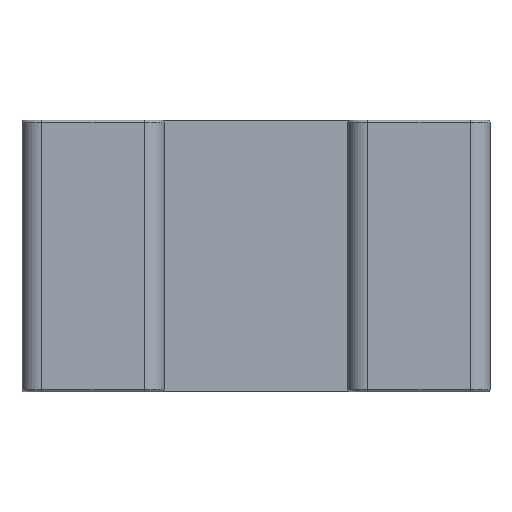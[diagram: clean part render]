
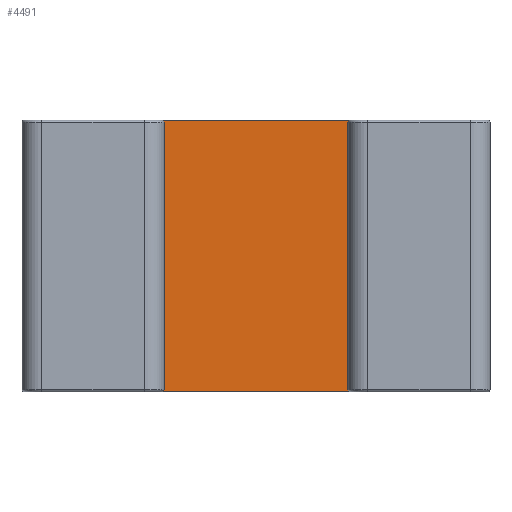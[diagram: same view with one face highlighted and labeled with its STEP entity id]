
A CAD part, front view. The second image highlights one B-rep face of the part: STEP entity #4491.
In plain terms, the highlighted planar face has unit normal (0, -1, 0).
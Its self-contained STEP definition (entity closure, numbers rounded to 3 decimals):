
#4275 = EDGE_CURVE('',#4276,#4278,#4280,.T.);
#4276 = VERTEX_POINT('',#4277);
#4277 = CARTESIAN_POINT('',(0.,0.,0.));
#4278 = VERTEX_POINT('',#4279);
#4279 = CARTESIAN_POINT('',(0.,0.,50.));
#4280 = SURFACE_CURVE('',#4281,(#4285,#4297),.PCURVE_S1.);
#4281 = LINE('',#4282,#4283);
#4282 = CARTESIAN_POINT('',(0.,0.,0.));
#4283 = VECTOR('',#4284,1.);
#4284 = DIRECTION('',(0.,0.,1.));
#4285 = PCURVE('',#4286,#4291);
#4286 = PLANE('',#4287);
#4287 = AXIS2_PLACEMENT_3D('',#4288,#4289,#4290);
#4288 = CARTESIAN_POINT('',(0.,0.,0.));
#4289 = DIRECTION('',(1.,0.,-0.));
#4290 = DIRECTION('',(0.,0.,1.));
#4291 = DEFINITIONAL_REPRESENTATION('',(#4292),#4296);
#4292 = LINE('',#4293,#4294);
#4293 = CARTESIAN_POINT('',(0.,0.));
#4294 = VECTOR('',#4295,1.);
#4295 = DIRECTION('',(1.,0.));
#4296 = ( GEOMETRIC_REPRESENTATION_CONTEXT(2) 
PARAMETRIC_REPRESENTATION_CONTEXT() REPRESENTATION_CONTEXT('2D SPACE',''
  ) );
#4297 = PCURVE('',#4298,#4303);
#4298 = PLANE('',#4299);
#4299 = AXIS2_PLACEMENT_3D('',#4300,#4301,#4302);
#4300 = CARTESIAN_POINT('',(0.,0.,0.));
#4301 = DIRECTION('',(-0.,1.,0.));
#4302 = DIRECTION('',(0.,0.,1.));
#4303 = DEFINITIONAL_REPRESENTATION('',(#4304),#4308);
#4304 = LINE('',#4305,#4306);
#4305 = CARTESIAN_POINT('',(0.,0.));
#4306 = VECTOR('',#4307,1.);
#4307 = DIRECTION('',(1.,0.));
#4308 = ( GEOMETRIC_REPRESENTATION_CONTEXT(2) 
PARAMETRIC_REPRESENTATION_CONTEXT() REPRESENTATION_CONTEXT('2D SPACE',''
  ) );
#4326 = PLANE('',#4327);
#4327 = AXIS2_PLACEMENT_3D('',#4328,#4329,#4330);
#4328 = CARTESIAN_POINT('',(0.,0.,0.));
#4329 = DIRECTION('',(0.,0.,1.));
#4330 = DIRECTION('',(1.,0.,-0.));
#4380 = PLANE('',#4381);
#4381 = AXIS2_PLACEMENT_3D('',#4382,#4383,#4384);
#4382 = CARTESIAN_POINT('',(0.,0.,50.));
#4383 = DIRECTION('',(0.,0.,1.));
#4384 = DIRECTION('',(1.,0.,-0.));
#4395 = EDGE_CURVE('',#4396,#4398,#4400,.T.);
#4396 = VERTEX_POINT('',#4397);
#4397 = CARTESIAN_POINT('',(40.,0.,0.));
#4398 = VERTEX_POINT('',#4399);
#4399 = CARTESIAN_POINT('',(40.,0.,50.));
#4400 = SURFACE_CURVE('',#4401,(#4405,#4417),.PCURVE_S1.);
#4401 = LINE('',#4402,#4403);
#4402 = CARTESIAN_POINT('',(40.,0.,0.));
#4403 = VECTOR('',#4404,1.);
#4404 = DIRECTION('',(0.,0.,1.));
#4405 = PCURVE('',#4406,#4411);
#4406 = PLANE('',#4407);
#4407 = AXIS2_PLACEMENT_3D('',#4408,#4409,#4410);
#4408 = CARTESIAN_POINT('',(40.,0.,0.));
#4409 = DIRECTION('',(1.,0.,-0.));
#4410 = DIRECTION('',(0.,0.,1.));
#4411 = DEFINITIONAL_REPRESENTATION('',(#4412),#4416);
#4412 = LINE('',#4413,#4414);
#4413 = CARTESIAN_POINT('',(0.,0.));
#4414 = VECTOR('',#4415,1.);
#4415 = DIRECTION('',(1.,0.));
#4416 = ( GEOMETRIC_REPRESENTATION_CONTEXT(2) 
PARAMETRIC_REPRESENTATION_CONTEXT() REPRESENTATION_CONTEXT('2D SPACE',''
  ) );
#4417 = PCURVE('',#4298,#4418);
#4418 = DEFINITIONAL_REPRESENTATION('',(#4419),#4423);
#4419 = LINE('',#4420,#4421);
#4420 = CARTESIAN_POINT('',(0.,40.));
#4421 = VECTOR('',#4422,1.);
#4422 = DIRECTION('',(1.,0.));
#4423 = ( GEOMETRIC_REPRESENTATION_CONTEXT(2) 
PARAMETRIC_REPRESENTATION_CONTEXT() REPRESENTATION_CONTEXT('2D SPACE',''
  ) );
#4491 = ADVANCED_FACE('',(#4492),#4298,.F.);
#4492 = FACE_BOUND('',#4493,.F.);
#4493 = EDGE_LOOP('',(#4494,#4515,#4516,#4537));
#4494 = ORIENTED_EDGE('',*,*,#4495,.F.);
#4495 = EDGE_CURVE('',#4276,#4396,#4496,.T.);
#4496 = SURFACE_CURVE('',#4497,(#4501,#4508),.PCURVE_S1.);
#4497 = LINE('',#4498,#4499);
#4498 = CARTESIAN_POINT('',(0.,0.,0.));
#4499 = VECTOR('',#4500,1.);
#4500 = DIRECTION('',(1.,0.,-0.));
#4501 = PCURVE('',#4298,#4502);
#4502 = DEFINITIONAL_REPRESENTATION('',(#4503),#4507);
#4503 = LINE('',#4504,#4505);
#4504 = CARTESIAN_POINT('',(0.,0.));
#4505 = VECTOR('',#4506,1.);
#4506 = DIRECTION('',(0.,1.));
#4507 = ( GEOMETRIC_REPRESENTATION_CONTEXT(2) 
PARAMETRIC_REPRESENTATION_CONTEXT() REPRESENTATION_CONTEXT('2D SPACE',''
  ) );
#4508 = PCURVE('',#4326,#4509);
#4509 = DEFINITIONAL_REPRESENTATION('',(#4510),#4514);
#4510 = LINE('',#4511,#4512);
#4511 = CARTESIAN_POINT('',(0.,0.));
#4512 = VECTOR('',#4513,1.);
#4513 = DIRECTION('',(1.,0.));
#4514 = ( GEOMETRIC_REPRESENTATION_CONTEXT(2) 
PARAMETRIC_REPRESENTATION_CONTEXT() REPRESENTATION_CONTEXT('2D SPACE',''
  ) );
#4515 = ORIENTED_EDGE('',*,*,#4275,.T.);
#4516 = ORIENTED_EDGE('',*,*,#4517,.T.);
#4517 = EDGE_CURVE('',#4278,#4398,#4518,.T.);
#4518 = SURFACE_CURVE('',#4519,(#4523,#4530),.PCURVE_S1.);
#4519 = LINE('',#4520,#4521);
#4520 = CARTESIAN_POINT('',(0.,0.,50.));
#4521 = VECTOR('',#4522,1.);
#4522 = DIRECTION('',(1.,0.,-0.));
#4523 = PCURVE('',#4298,#4524);
#4524 = DEFINITIONAL_REPRESENTATION('',(#4525),#4529);
#4525 = LINE('',#4526,#4527);
#4526 = CARTESIAN_POINT('',(50.,0.));
#4527 = VECTOR('',#4528,1.);
#4528 = DIRECTION('',(0.,1.));
#4529 = ( GEOMETRIC_REPRESENTATION_CONTEXT(2) 
PARAMETRIC_REPRESENTATION_CONTEXT() REPRESENTATION_CONTEXT('2D SPACE',''
  ) );
#4530 = PCURVE('',#4380,#4531);
#4531 = DEFINITIONAL_REPRESENTATION('',(#4532),#4536);
#4532 = LINE('',#4533,#4534);
#4533 = CARTESIAN_POINT('',(0.,0.));
#4534 = VECTOR('',#4535,1.);
#4535 = DIRECTION('',(1.,0.));
#4536 = ( GEOMETRIC_REPRESENTATION_CONTEXT(2) 
PARAMETRIC_REPRESENTATION_CONTEXT() REPRESENTATION_CONTEXT('2D SPACE',''
  ) );
#4537 = ORIENTED_EDGE('',*,*,#4395,.F.);
